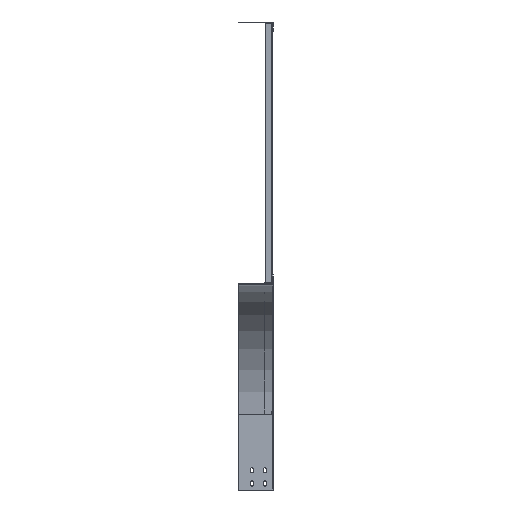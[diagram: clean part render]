
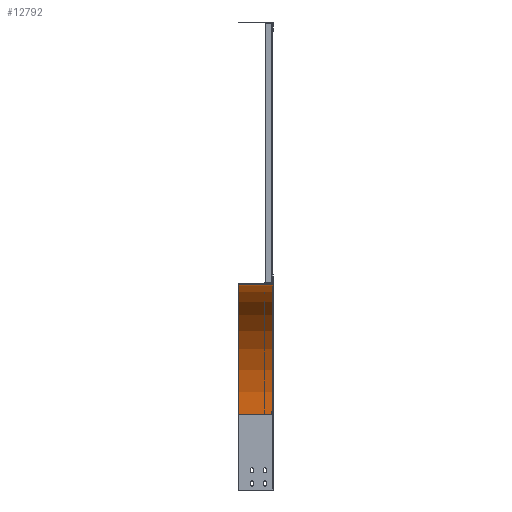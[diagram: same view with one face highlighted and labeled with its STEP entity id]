
A CAD part, left-side view. The second image highlights one B-rep face of the part: STEP entity #12792.
In plain terms, the highlighted cylindrical face has radius 298.8 mm (diameter 597.6 mm), a partial arc.
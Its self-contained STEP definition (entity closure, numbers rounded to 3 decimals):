
#314 = CARTESIAN_POINT ( 'NONE',  ( -301.2, 44.26, -301.4 ) ) ;
#315 = DIRECTION ( 'NONE',  ( 0., 1., 0. ) ) ;
#393 = CARTESIAN_POINT ( 'NONE',  ( -600., -18., -301.4 ) ) ;
#394 = DIRECTION ( 'NONE',  ( 0., 1., 0. ) ) ;
#395 = DIRECTION ( 'NONE',  ( 1., 0., 0. ) ) ;
#847 = CARTESIAN_POINT ( 'NONE',  ( -600., 60.201, -301.4 ) ) ;
#848 = DIRECTION ( 'NONE',  ( 0., 1., 0. ) ) ;
#849 = DIRECTION ( 'NONE',  ( 1., 0., 0. ) ) ;
#2511 = CARTESIAN_POINT ( 'NONE',  ( -600., -18., -2.6 ) ) ;
#2512 = DIRECTION ( 'NONE',  ( 0., -1., 0. ) ) ;
#3509 = AXIS2_PLACEMENT_3D ( 'NONE', #4869, #4867, #4865 ) ;
#3710 = AXIS2_PLACEMENT_3D ( 'NONE', #393, #394, #395 ) ;
#3739 = AXIS2_PLACEMENT_3D ( 'NONE', #847, #848, #849 ) ;
#4865 = DIRECTION ( 'NONE',  ( 1., 0., 0. ) ) ;
#4867 = DIRECTION ( 'NONE',  ( 0., 1., 0. ) ) ;
#4869 = CARTESIAN_POINT ( 'NONE',  ( -600., -19.8, -301.4 ) ) ;
#5548 = CARTESIAN_POINT ( 'NONE',  ( -301.2, 60.201, -301.4 ) ) ;
#5579 = CARTESIAN_POINT ( 'NONE',  ( -600., -18., -2.6 ) ) ;
#5589 = CARTESIAN_POINT ( 'NONE',  ( -600., 60.201, -2.6 ) ) ;
#6152 = CARTESIAN_POINT ( 'NONE',  ( -301.2, -18., -301.4 ) ) ;
#6438 = EDGE_CURVE ( 'NONE', #10345, #10335, #7058, .T. ) ;
#6471 = EDGE_CURVE ( 'NONE', #10345, #10304, #7115, .T. ) ;
#6512 = EDGE_CURVE ( 'NONE', #10273, #10304, #7757, .T. ) ;
#6541 = EDGE_CURVE ( 'NONE', #10335, #10273, #7771, .T. ) ;
#7058 = LINE ( 'NONE', #2511, #7060 ) ;
#7060 = VECTOR ( 'NONE', #2512, 1000. ) ;
#7115 = CIRCLE ( 'NONE', #3739, 298.8 ) ;
#7757 = LINE ( 'NONE', #314, #7759 ) ;
#7759 = VECTOR ( 'NONE', #315, 1000. ) ;
#7771 = CIRCLE ( 'NONE', #3710, 298.8 ) ;
#8698 = ORIENTED_EDGE ( 'NONE', *, *, #6512, .F. ) ;
#8699 = ORIENTED_EDGE ( 'NONE', *, *, #6471, .T. ) ;
#8700 = ORIENTED_EDGE ( 'NONE', *, *, #6438, .F. ) ;
#8701 = ORIENTED_EDGE ( 'NONE', *, *, #6541, .F. ) ;
#10273 = VERTEX_POINT ( 'NONE', #6152 ) ;
#10304 = VERTEX_POINT ( 'NONE', #5548 ) ;
#10335 = VERTEX_POINT ( 'NONE', #5579 ) ;
#10345 = VERTEX_POINT ( 'NONE', #5589 ) ;
#11454 = EDGE_LOOP ( 'NONE', ( #8701, #8700, #8699, #8698 ) ) ;
#12792 = ADVANCED_FACE ( 'NONE', ( #13786 ), #13791, .F. ) ;
#13786 = FACE_OUTER_BOUND ( 'NONE', #11454, .T. ) ;
#13791 = CYLINDRICAL_SURFACE ( 'NONE', #3509, 298.8 ) ;
